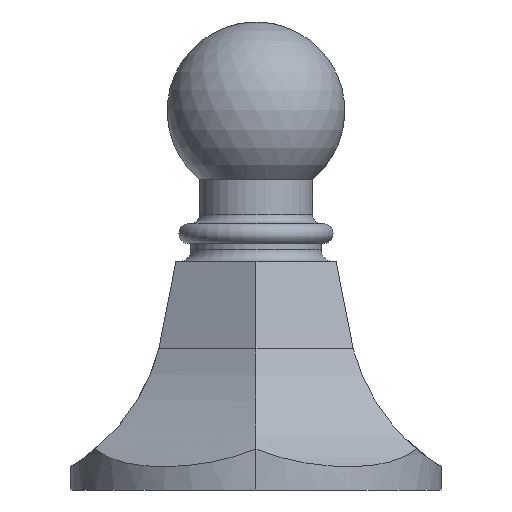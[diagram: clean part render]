
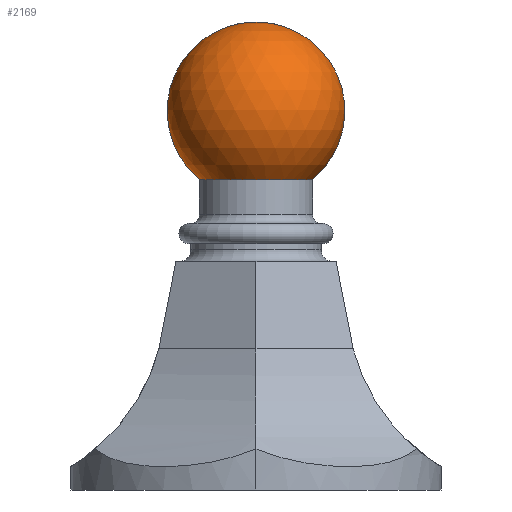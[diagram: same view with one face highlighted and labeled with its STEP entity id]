
A CAD part, left-side view. The second image highlights one B-rep face of the part: STEP entity #2169.
In plain terms, the highlighted spherical face has radius 14.986 mm.
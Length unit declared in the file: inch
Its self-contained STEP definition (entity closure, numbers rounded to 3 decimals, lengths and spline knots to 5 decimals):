
#787=CARTESIAN_POINT('',(-16.,0.,2.516));
#788=DIRECTION('',(1.,0.,0.));
#789=DIRECTION('',(0.,0.636,-0.772));
#790=AXIS2_PLACEMENT_3D('',#787,#788,#789);
#795=CARTESIAN_POINT('',(-16.,0.,2.516));
#796=DIRECTION('',(-1.,0.,0.));
#797=DIRECTION('',(0.,-0.636,-0.772));
#798=AXIS2_PLACEMENT_3D('',#795,#796,#797);
#803=CARTESIAN_POINT('',(-16.,0.,2.06051));
#804=DIRECTION('',(0.,0.,1.));
#805=DIRECTION('',(0.,1.,0.));
#806=AXIS2_PLACEMENT_3D('',#803,#804,#805);
#1575=CARTESIAN_POINT('',(-16.,0.375,2.06051));
#1576=CARTESIAN_POINT('',(-16.,0.,3.106));
#1577=VERTEX_POINT('',#1575);
#1578=VERTEX_POINT('',#1576);
#1579=CARTESIAN_POINT('',(-16.,-0.375,2.06051));
#1580=VERTEX_POINT('',#1579);
#2158=CARTESIAN_POINT('',(-16.,0.,2.516));
#2159=DIRECTION('',(0.,0.,-1.));
#2160=DIRECTION('',(0.,-1.,0.));
#2161=AXIS2_PLACEMENT_3D('',#2158,#2159,#2160);
#2162=SPHERICAL_SURFACE('',#2161,0.59);
#2163=ORIENTED_EDGE('',*,*,#2138,.T.);
#2164=ORIENTED_EDGE('',*,*,#2142,.F.);
#2166=ORIENTED_EDGE('',*,*,#2165,.F.);
#2167=EDGE_LOOP('',(#2163,#2164,#2166));
#2168=FACE_OUTER_BOUND('',#2167,.F.);
#791=CIRCLE('',#790,0.59);
#799=CIRCLE('',#798,0.59);
#807=CIRCLE('',#806,0.375);
#2138=EDGE_CURVE('',#1577,#1578,#791,.T.);
#2142=EDGE_CURVE('',#1580,#1578,#799,.T.);
#2165=EDGE_CURVE('',#1577,#1580,#807,.T.);
#2169=ADVANCED_FACE('',(#2168),#2162,.T.);
